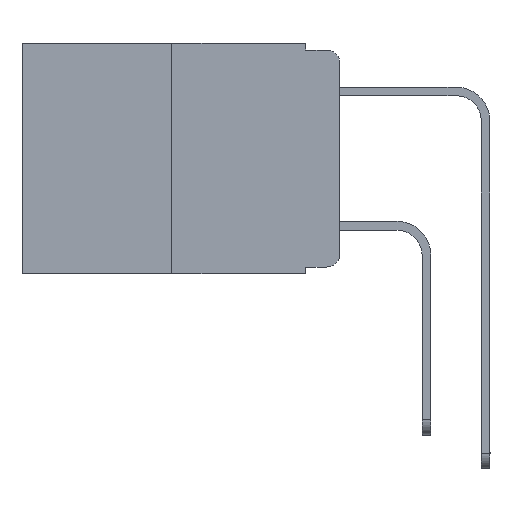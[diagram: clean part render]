
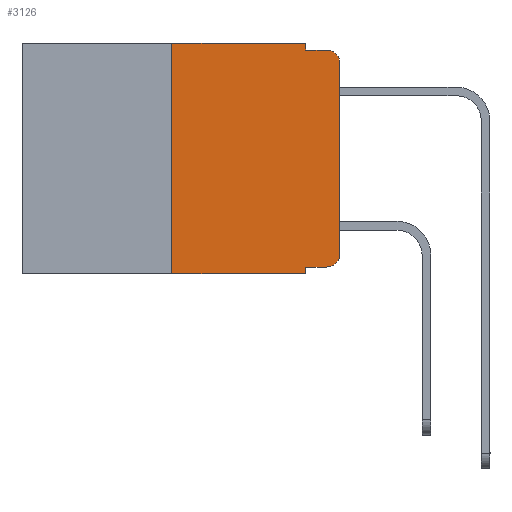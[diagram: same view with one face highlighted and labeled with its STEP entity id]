
A CAD part, left-side view. The second image highlights one B-rep face of the part: STEP entity #3126.
In plain terms, the highlighted planar face has unit normal (-1, 0, 0).
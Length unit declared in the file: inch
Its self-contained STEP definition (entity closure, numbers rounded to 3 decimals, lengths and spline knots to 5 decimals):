
#178 = CARTESIAN_POINT ( 'NONE',  ( 0., 0.25, 0. ) ) ;
#204 = CARTESIAN_POINT ( 'NONE',  ( 0., 0.051, 0. ) ) ;
#446 = DIRECTION ( 'NONE',  ( 0., 0., 1. ) ) ;
#623 = LINE ( 'NONE', #2871, #2102 ) ;
#1586 = ORIENTED_EDGE ( 'NONE', *, *, #10955, .T. ) ;
#1828 = DIRECTION ( 'NONE',  ( 0., 0., 1. ) ) ;
#1963 = VERTEX_POINT ( 'NONE', #7234 ) ;
#1970 = VERTEX_POINT ( 'NONE', #8529 ) ;
#2102 = VECTOR ( 'NONE', #7076, 39.37008 ) ;
#2460 = EDGE_CURVE ( 'NONE', #6930, #6998, #7872, .T. ) ;
#2624 = EDGE_LOOP ( 'NONE', ( #10384, #7692, #12969, #9848, #3603, #11476, #4934, #5366, #7555, #1586 ) ) ;
#2871 = CARTESIAN_POINT ( 'NONE',  ( 0., 0.473, 0. ) ) ;
#3126 = ADVANCED_FACE ( 'NONE', ( #6267 ), #12521, .F. ) ;
#3132 = DIRECTION ( 'NONE',  ( 0., -1., 0. ) ) ;
#3408 = EDGE_CURVE ( 'NONE', #1963, #9039, #623, .T. ) ;
#3603 = ORIENTED_EDGE ( 'NONE', *, *, #3408, .F. ) ;
#3746 = CARTESIAN_POINT ( 'NONE',  ( 0., 0., -0.313 ) ) ;
#3754 = LINE ( 'NONE', #10179, #4742 ) ;
#3805 = CARTESIAN_POINT ( 'NONE',  ( 0., 0.02, -0.03 ) ) ;
#4262 = EDGE_CURVE ( 'NONE', #9033, #11554, #9355, .T. ) ;
#4742 = VECTOR ( 'NONE', #6988, 39.37008 ) ;
#4812 = VECTOR ( 'NONE', #1828, 39.37008 ) ;
#4885 = DIRECTION ( 'NONE',  ( 0., -1., 0. ) ) ;
#4934 = ORIENTED_EDGE ( 'NONE', *, *, #11772, .T. ) ;
#5260 = AXIS2_PLACEMENT_3D ( 'NONE', #12239, #5929, #13250 ) ;
#5366 = ORIENTED_EDGE ( 'NONE', *, *, #2460, .F. ) ;
#5484 = VECTOR ( 'NONE', #3132, 39.37008 ) ;
#5929 = DIRECTION ( 'NONE',  ( -1., 0., 0. ) ) ;
#6048 = EDGE_CURVE ( 'NONE', #6930, #1970, #10053, .T. ) ;
#6267 = FACE_OUTER_BOUND ( 'NONE', #2624, .T. ) ;
#6275 = LINE ( 'NONE', #8141, #11413 ) ;
#6544 = EDGE_CURVE ( 'NONE', #9039, #10632, #3754, .T. ) ;
#6698 = VECTOR ( 'NONE', #4885, 39.37008 ) ;
#6845 = DIRECTION ( 'NONE',  ( 0., 0., -1. ) ) ;
#6916 = AXIS2_PLACEMENT_3D ( 'NONE', #3805, #8013, #11244 ) ;
#6930 = VERTEX_POINT ( 'NONE', #12062 ) ;
#6988 = DIRECTION ( 'NONE',  ( 0., 0., -1. ) ) ;
#6998 = VERTEX_POINT ( 'NONE', #10090 ) ;
#7076 = DIRECTION ( 'NONE',  ( 0., -1., 0. ) ) ;
#7234 = CARTESIAN_POINT ( 'NONE',  ( 0., 0.25, 0. ) ) ;
#7439 = DIRECTION ( 'NONE',  ( 0., 0., -1. ) ) ;
#7546 = LINE ( 'NONE', #12561, #5484 ) ;
#7555 = ORIENTED_EDGE ( 'NONE', *, *, #6048, .T. ) ;
#7582 = CARTESIAN_POINT ( 'NONE',  ( 0., 0.051, 0. ) ) ;
#7656 = CIRCLE ( 'NONE', #5260, 0.02 ) ;
#7692 = ORIENTED_EDGE ( 'NONE', *, *, #4262, .T. ) ;
#7872 = LINE ( 'NONE', #204, #11282 ) ;
#7963 = LINE ( 'NONE', #12540, #4812 ) ;
#8013 = DIRECTION ( 'NONE',  ( -1., 0., 0. ) ) ;
#8141 = CARTESIAN_POINT ( 'NONE',  ( 0., 0.473, -0.343 ) ) ;
#8351 = DIRECTION ( 'NONE',  ( 0., -1., 0. ) ) ;
#8473 = CARTESIAN_POINT ( 'NONE',  ( 0., 0., -0.03 ) ) ;
#8529 = CARTESIAN_POINT ( 'NONE',  ( 0., 0.02, -0.333 ) ) ;
#8675 = EDGE_CURVE ( 'NONE', #10775, #1963, #11842, .T. ) ;
#8957 = VECTOR ( 'NONE', #446, 39.37008 ) ;
#9033 = VERTEX_POINT ( 'NONE', #8473 ) ;
#9039 = VERTEX_POINT ( 'NONE', #7582 ) ;
#9355 = CIRCLE ( 'NONE', #6916, 0.02 ) ;
#9553 = CARTESIAN_POINT ( 'NONE',  ( 0., 0.02, -0.01 ) ) ;
#9583 = CARTESIAN_POINT ( 'NONE',  ( 0., 0.051, -0.01 ) ) ;
#9848 = ORIENTED_EDGE ( 'NONE', *, *, #6544, .F. ) ;
#10053 = LINE ( 'NONE', #12374, #6698 ) ;
#10064 = EDGE_CURVE ( 'NONE', #13071, #9033, #7963, .T. ) ;
#10090 = CARTESIAN_POINT ( 'NONE',  ( 0., 0.051, -0.343 ) ) ;
#10179 = CARTESIAN_POINT ( 'NONE',  ( 0., 0.051, 0. ) ) ;
#10384 = ORIENTED_EDGE ( 'NONE', *, *, #10064, .T. ) ;
#10632 = VERTEX_POINT ( 'NONE', #9583 ) ;
#10677 = CARTESIAN_POINT ( 'NONE',  ( 0., 0.473, 0. ) ) ;
#10775 = VERTEX_POINT ( 'NONE', #11019 ) ;
#10955 = EDGE_CURVE ( 'NONE', #1970, #13071, #7656, .T. ) ;
#11019 = CARTESIAN_POINT ( 'NONE',  ( 0., 0.25, -0.343 ) ) ;
#11244 = DIRECTION ( 'NONE',  ( 0., 0., -1. ) ) ;
#11282 = VECTOR ( 'NONE', #6845, 39.37008 ) ;
#11413 = VECTOR ( 'NONE', #8351, 39.37008 ) ;
#11476 = ORIENTED_EDGE ( 'NONE', *, *, #8675, .F. ) ;
#11554 = VERTEX_POINT ( 'NONE', #9553 ) ;
#11556 = EDGE_CURVE ( 'NONE', #10632, #11554, #7546, .T. ) ;
#11772 = EDGE_CURVE ( 'NONE', #10775, #6998, #6275, .T. ) ;
#11842 = LINE ( 'NONE', #178, #8957 ) ;
#12062 = CARTESIAN_POINT ( 'NONE',  ( 0., 0.051, -0.333 ) ) ;
#12239 = CARTESIAN_POINT ( 'NONE',  ( 0., 0.02, -0.313 ) ) ;
#12374 = CARTESIAN_POINT ( 'NONE',  ( 0., 0.051, -0.333 ) ) ;
#12521 = PLANE ( 'NONE',  #12895 ) ;
#12540 = CARTESIAN_POINT ( 'NONE',  ( 0., 0., 0. ) ) ;
#12561 = CARTESIAN_POINT ( 'NONE',  ( 0., 0.051, -0.01 ) ) ;
#12581 = DIRECTION ( 'NONE',  ( 1., 0., 0. ) ) ;
#12895 = AXIS2_PLACEMENT_3D ( 'NONE', #10677, #12581, #7439 ) ;
#12969 = ORIENTED_EDGE ( 'NONE', *, *, #11556, .F. ) ;
#13071 = VERTEX_POINT ( 'NONE', #3746 ) ;
#13250 = DIRECTION ( 'NONE',  ( 0., 0., -1. ) ) ;
